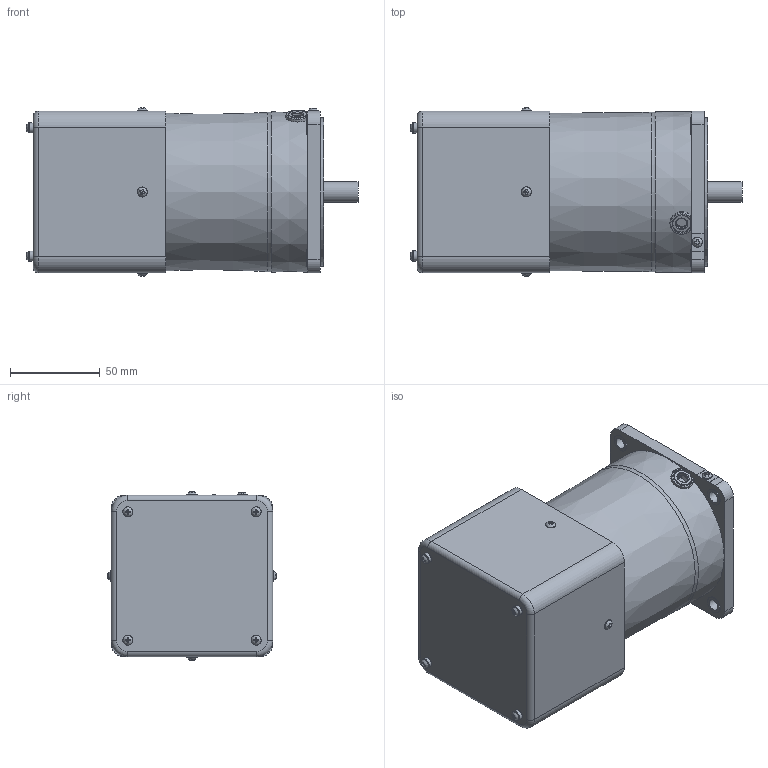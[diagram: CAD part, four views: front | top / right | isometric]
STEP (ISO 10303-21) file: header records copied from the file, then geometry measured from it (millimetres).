
FILE_DESCRIPTION((''),'2;1');
FILE_NAME('S9I60G_-S(V)12CE.stp','2011-07-26T18:59:35',('jy-jung'),(''),'Autodesk Inventor 2011','Autodesk Inventor 2011','');
FILE_SCHEMA(('AUTOMOTIVE_DESIGN { 1 0 10303 214 1 1 1 1 }'));
Length unit declared in the file: millimetre
Products named in the file (1): 부품45
Bounding box: 184.85 x 93.89 x 93.89 mm (x, y, z)
Volume: 873394.4 mm3; surface area: 100592.4 mm2
Topology: 1 solids, 7 shells, 307 faces, 743 edges, 479 vertices
Faces by surface type: plane 192, cylinder 72, torus 27, bspline 9, cone 7
Full cylindrical faces by diameter (mm): 3 x8, 4.5 x4, 5.6 x13, 6 x1, 6.5 x4, 9.5 x4, 10 x1, 11.5 x1, 40 x1, 83 x1
Entity records: 9423 total; most frequent: CARTESIAN_POINT 2430, DIRECTION 1320, ORIENTED_EDGE 1314, EDGE_CURVE 657, AXIS2_PLACEMENT_3D 481, VERTEX_POINT 466, EDGE_LOOP 427, VECTOR 358
